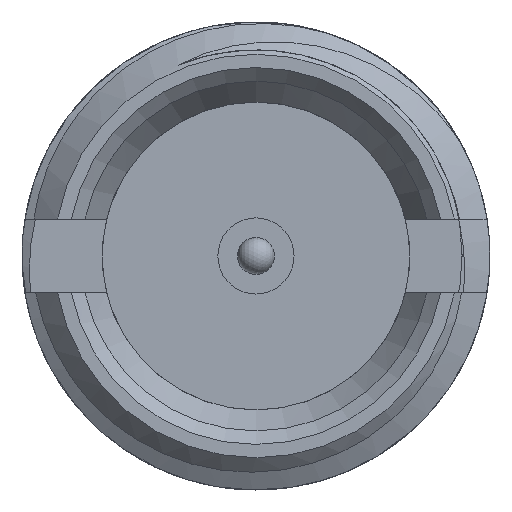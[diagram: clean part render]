
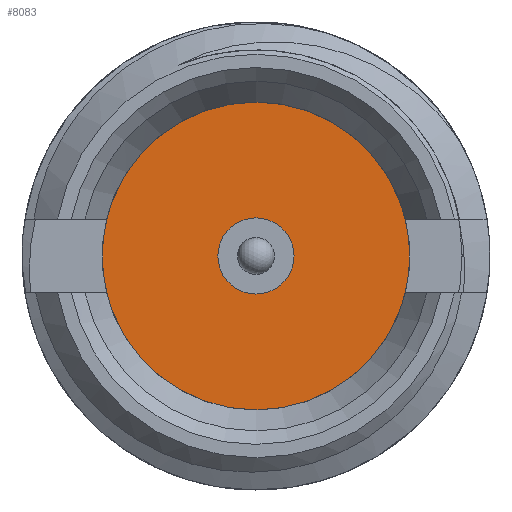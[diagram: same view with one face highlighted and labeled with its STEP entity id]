
A CAD part, left-side view. The second image highlights one B-rep face of the part: STEP entity #8083.
In plain terms, the highlighted planar face has unit normal (-1, 0, 0).
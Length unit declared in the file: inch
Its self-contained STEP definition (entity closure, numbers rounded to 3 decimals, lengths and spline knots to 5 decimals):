
#267 = ORIENTED_EDGE ( 'NONE', *, *, #755, .T. ) ;
#480 = AXIS2_PLACEMENT_3D ( 'NONE', #6976, #6922, #6258 ) ;
#755 = EDGE_CURVE ( 'NONE', #2998, #2998, #2240, .T. ) ;
#761 = CARTESIAN_POINT ( 'NONE',  ( 0.11, 0., 0.0625 ) ) ;
#2131 = FACE_OUTER_BOUND ( 'NONE', #6596, .T. ) ;
#2240 = CIRCLE ( 'NONE', #480, 0.0625 ) ;
#2865 = CARTESIAN_POINT ( 'NONE',  ( 0.11, 0., 0.01546 ) ) ;
#2894 = CARTESIAN_POINT ( 'NONE',  ( 0.11, 0., 0. ) ) ;
#2926 = DIRECTION ( 'NONE',  ( -1., 0., 0. ) ) ;
#2998 = VERTEX_POINT ( 'NONE', #761 ) ;
#3031 = EDGE_CURVE ( 'NONE', #4187, #4187, #4947, .T. ) ;
#3204 = EDGE_LOOP ( 'NONE', ( #8675 ) ) ;
#3803 = CARTESIAN_POINT ( 'NONE',  ( 0.11, 0.01546, 0. ) ) ;
#3865 = DIRECTION ( 'NONE',  ( 1., 0., 0. ) ) ;
#3964 = PLANE ( 'NONE',  #8414 ) ;
#4187 = VERTEX_POINT ( 'NONE', #2865 ) ;
#4196 = FACE_BOUND ( 'NONE', #3204, .T. ) ;
#4947 = CIRCLE ( 'NONE', #5075, 0.01546 ) ;
#5075 = AXIS2_PLACEMENT_3D ( 'NONE', #2894, #2926, #7875 ) ;
#6258 = DIRECTION ( 'NONE',  ( 0., 0., 1. ) ) ;
#6596 = EDGE_LOOP ( 'NONE', ( #267 ) ) ;
#6922 = DIRECTION ( 'NONE',  ( -1., 0., 0. ) ) ;
#6976 = CARTESIAN_POINT ( 'NONE',  ( 0.11, 0., 0. ) ) ;
#7436 = DIRECTION ( 'NONE',  ( 0., 0., -1. ) ) ;
#7875 = DIRECTION ( 'NONE',  ( 0., 0., 1. ) ) ;
#8083 = ADVANCED_FACE ( 'NONE', ( #4196, #2131 ), #3964, .F. ) ;
#8414 = AXIS2_PLACEMENT_3D ( 'NONE', #3803, #3865, #7436 ) ;
#8675 = ORIENTED_EDGE ( 'NONE', *, *, #3031, .F. ) ;
